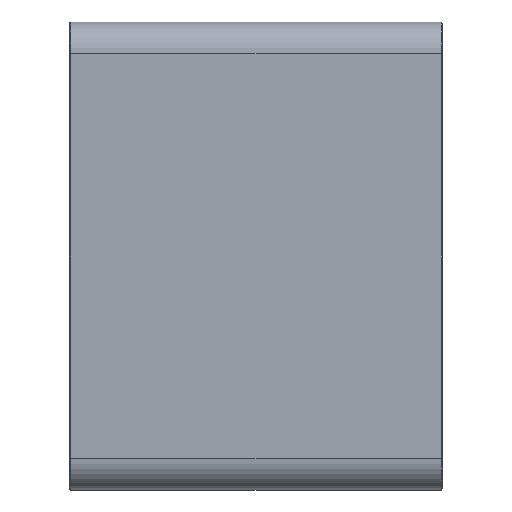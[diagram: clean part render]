
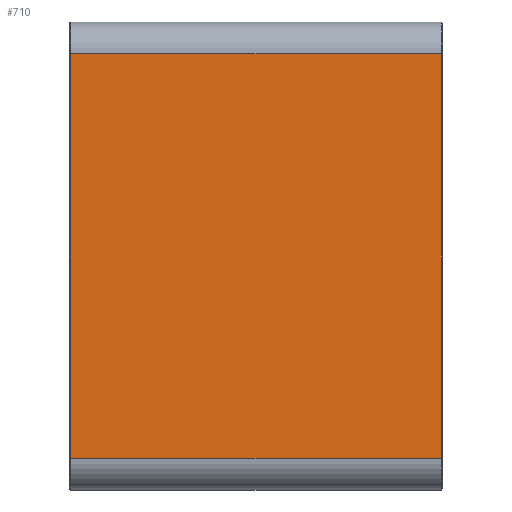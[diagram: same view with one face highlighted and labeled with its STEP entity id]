
A CAD part, left-side view. The second image highlights one B-rep face of the part: STEP entity #710.
In plain terms, the highlighted planar face has unit normal (-1, 0, 0).
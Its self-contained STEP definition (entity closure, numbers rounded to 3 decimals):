
#2 = CARTESIAN_POINT ( 'NONE',  ( -33., 34.9, 19. ) ) ;
#110 = PLANE ( 'NONE',  #338 ) ;
#227 = DIRECTION ( 'NONE',  ( 0., -1., 0. ) ) ;
#338 = AXIS2_PLACEMENT_3D ( 'NONE', #2102, #3200, #3521 ) ;
#448 = EDGE_CURVE ( 'NONE', #2893, #3349, #933, .T. ) ;
#549 = DIRECTION ( 'NONE',  ( 0., -1., 0. ) ) ;
#596 = VERTEX_POINT ( 'NONE', #2884 ) ;
#696 = CARTESIAN_POINT ( 'NONE',  ( -33., 35., -19. ) ) ;
#710 = ADVANCED_FACE ( 'NONE', ( #3402 ), #110, .F. ) ;
#817 = DIRECTION ( 'NONE',  ( 0., 0., 1. ) ) ;
#859 = ORIENTED_EDGE ( 'NONE', *, *, #1398, .T. ) ;
#902 = EDGE_CURVE ( 'NONE', #3325, #596, #1460, .T. ) ;
#933 = LINE ( 'NONE', #3093, #3523 ) ;
#1336 = LINE ( 'NONE', #1697, #3529 ) ;
#1368 = CARTESIAN_POINT ( 'NONE',  ( -33., 0.1, 19. ) ) ;
#1380 = VECTOR ( 'NONE', #227, 1000. ) ;
#1385 = CARTESIAN_POINT ( 'NONE',  ( -33., 34.9, -19. ) ) ;
#1398 = EDGE_CURVE ( 'NONE', #2893, #3325, #1336, .T. ) ;
#1403 = ORIENTED_EDGE ( 'NONE', *, *, #902, .T. ) ;
#1440 = ORIENTED_EDGE ( 'NONE', *, *, #2727, .T. ) ;
#1460 = LINE ( 'NONE', #696, #1380 ) ;
#1697 = CARTESIAN_POINT ( 'NONE',  ( -33., 34.9, 19. ) ) ;
#1747 = EDGE_LOOP ( 'NONE', ( #1403, #1440, #2509, #859 ) ) ;
#2102 = CARTESIAN_POINT ( 'NONE',  ( -33., 35., 19. ) ) ;
#2509 = ORIENTED_EDGE ( 'NONE', *, *, #448, .F. ) ;
#2521 = CARTESIAN_POINT ( 'NONE',  ( -33., 0.1, 19. ) ) ;
#2727 = EDGE_CURVE ( 'NONE', #596, #3349, #3348, .T. ) ;
#2840 = VECTOR ( 'NONE', #817, 1000. ) ;
#2884 = CARTESIAN_POINT ( 'NONE',  ( -33., 0.1, -19. ) ) ;
#2893 = VERTEX_POINT ( 'NONE', #2 ) ;
#3093 = CARTESIAN_POINT ( 'NONE',  ( -33., 35., 19. ) ) ;
#3200 = DIRECTION ( 'NONE',  ( 1., 0., 0. ) ) ;
#3325 = VERTEX_POINT ( 'NONE', #1385 ) ;
#3348 = LINE ( 'NONE', #2521, #2840 ) ;
#3349 = VERTEX_POINT ( 'NONE', #1368 ) ;
#3402 = FACE_OUTER_BOUND ( 'NONE', #1747, .T. ) ;
#3408 = DIRECTION ( 'NONE',  ( 0., 0., -1. ) ) ;
#3521 = DIRECTION ( 'NONE',  ( 0., 0., -1. ) ) ;
#3523 = VECTOR ( 'NONE', #549, 1000. ) ;
#3529 = VECTOR ( 'NONE', #3408, 1000. ) ;
